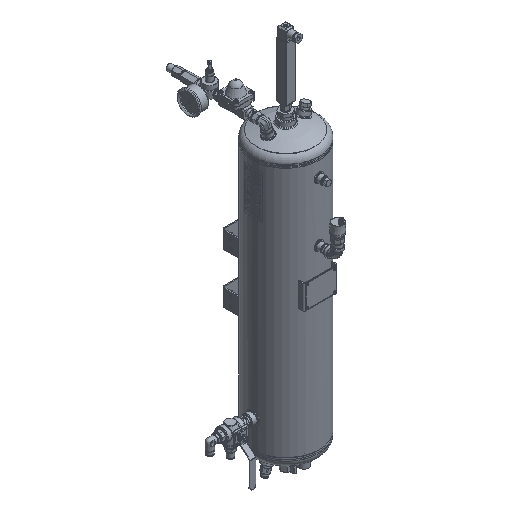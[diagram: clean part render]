
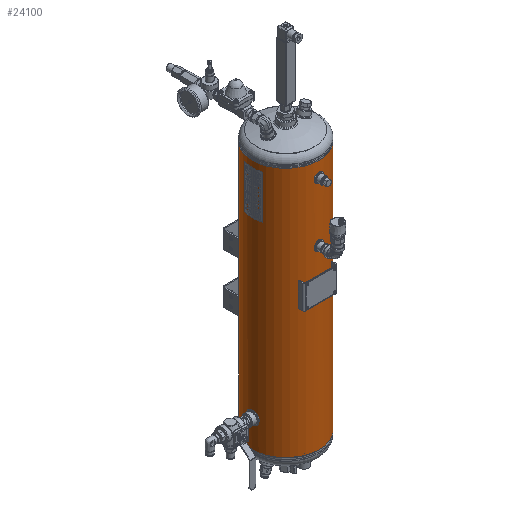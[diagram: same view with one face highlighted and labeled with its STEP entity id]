
A CAD part, isometric view. The second image highlights one B-rep face of the part: STEP entity #24100.
In plain terms, the highlighted cylindrical face has radius 100 mm (diameter 200 mm), a partial arc.
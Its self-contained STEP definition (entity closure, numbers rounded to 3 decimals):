
#1675=B_SPLINE_CURVE_WITH_KNOTS('',3,(#43021,#43022,#43023,#43024,#43025,
#43026,#43027,#43028,#43029,#43030,#43031,#43032,#43033,#43034,#43035,#43036,
#43037,#43038,#43039),.UNSPECIFIED.,.T.,.F.,(1,1,1,1,1,1,1,1,1,1,1,1,1,
1,1,1,1,1,1,1,1,1,1),(-0.012,-0.008,-0.004,
0.,0.004,0.008,0.012,
0.016,0.02,0.023,0.027,
0.031,0.035,0.039,0.043,
0.047,0.051,0.055,0.059,
0.063,0.066,0.07,0.074),
 .UNSPECIFIED.);
#1676=B_SPLINE_CURVE_WITH_KNOTS('',3,(#43041,#43042,#43043,#43044,#43045,
#43046,#43047,#43048,#43049,#43050,#43051,#43052,#43053,#43054,#43055,#43056,
#43057,#43058,#43059),.UNSPECIFIED.,.T.,.F.,(1,1,1,1,1,1,1,1,1,1,1,1,1,
1,1,1,1,1,1,1,1,1,1),(-0.012,-0.008,-0.004,
0.,0.004,0.008,0.012,0.016,
0.02,0.023,0.027,0.031,
0.035,0.039,0.043,0.047,
0.051,0.055,0.059,0.063,
0.066,0.07,0.074),.UNSPECIFIED.);
#1677=B_SPLINE_CURVE_WITH_KNOTS('',3,(#43061,#43062,#43063,#43064,#43065,
#43066,#43067,#43068,#43069,#43070,#43071,#43072,#43073,#43074,#43075,#43076,
#43077,#43078,#43079),.UNSPECIFIED.,.T.,.F.,(1,1,1,1,1,1,1,1,1,1,1,1,1,
1,1,1,1,1,1,1,1,1,1),(-0.018,-0.012,-0.006,
0.,0.006,0.012,0.018,
0.023,0.029,0.035,0.041,
0.047,0.053,0.059,0.065,
0.07,0.076,0.082,0.088,
0.094,0.1,0.106,0.112),
 .UNSPECIFIED.);
#2776=LINE('',#43081,#3942);
#2777=LINE('',#43086,#3943);
#3942=VECTOR('',#36324,1000.);
#3943=VECTOR('',#36327,1000.);
#5113=ORIENTED_EDGE('',*,*,#11953,.T.);
#5114=ORIENTED_EDGE('',*,*,#11954,.T.);
#5115=ORIENTED_EDGE('',*,*,#11955,.T.);
#5116=ORIENTED_EDGE('',*,*,#11956,.T.);
#5117=ORIENTED_EDGE('',*,*,#11957,.T.);
#5118=ORIENTED_EDGE('',*,*,#11958,.F.);
#5119=ORIENTED_EDGE('',*,*,#11959,.F.);
#11953=EDGE_CURVE('',#15373,#15373,#1675,.T.);
#11954=EDGE_CURVE('',#15374,#15374,#1676,.T.);
#11955=EDGE_CURVE('',#15375,#15375,#1677,.T.);
#11956=EDGE_CURVE('',#15376,#15377,#2776,.T.);
#11957=EDGE_CURVE('',#15377,#15378,#17776,.T.);
#11958=EDGE_CURVE('',#15379,#15378,#2777,.T.);
#11959=EDGE_CURVE('',#15376,#15379,#17777,.T.);
#15373=VERTEX_POINT('',#43040);
#15374=VERTEX_POINT('',#43060);
#15375=VERTEX_POINT('',#43080);
#15376=VERTEX_POINT('',#43082);
#15377=VERTEX_POINT('',#43083);
#15378=VERTEX_POINT('',#43085);
#15379=VERTEX_POINT('',#43087);
#17776=CIRCLE('',#33581,100.);
#17777=CIRCLE('',#33582,100.);
#18899=EDGE_LOOP('',(#5113));
#18900=EDGE_LOOP('',(#5114));
#18901=EDGE_LOOP('',(#5115));
#18902=EDGE_LOOP('',(#5116,#5117,#5118,#5119));
#21288=FACE_BOUND('',#18899,.T.);
#21289=FACE_BOUND('',#18900,.T.);
#21290=FACE_BOUND('',#18901,.T.);
#21291=FACE_BOUND('',#18902,.T.);
#23681=CYLINDRICAL_SURFACE('',#33580,100.);
#24100=ADVANCED_FACE('',(#21288,#21289,#21290,#21291),#23681,.T.);
#33580=AXIS2_PLACEMENT_3D('',#43020,#36322,#36323);
#33581=AXIS2_PLACEMENT_3D('',#43084,#36325,#36326);
#33582=AXIS2_PLACEMENT_3D('',#43088,#36328,#36329);
#36322=DIRECTION('',(0.,-1.,0.));
#36323=DIRECTION('',(0.,0.,-1.));
#36324=DIRECTION('',(0.,-1.,0.));
#36325=DIRECTION('',(0.,1.,0.));
#36326=DIRECTION('',(1.,0.,0.));
#36327=DIRECTION('',(0.,-1.,0.));
#36328=DIRECTION('',(0.,1.,0.));
#36329=DIRECTION('',(1.,0.,0.));
#43020=CARTESIAN_POINT('',(0.,750.,0.));
#43021=CARTESIAN_POINT('',(-9.473,48.444,-99.554));
#43022=CARTESIAN_POINT('',(-10.262,44.497,-99.471));
#43023=CARTESIAN_POINT('',(-9.477,40.569,-99.553));
#43024=CARTESIAN_POINT('',(-7.254,37.244,-99.75));
#43025=CARTESIAN_POINT('',(-3.93,35.023,-99.946));
#43026=CARTESIAN_POINT('',(-0.006,34.24,-100.027));
#43027=CARTESIAN_POINT('',(3.922,35.019,-99.946));
#43028=CARTESIAN_POINT('',(7.252,37.242,-99.75));
#43029=CARTESIAN_POINT('',(9.478,40.57,-99.553));
#43030=CARTESIAN_POINT('',(10.26,44.496,-99.472));
#43031=CARTESIAN_POINT('',(9.481,48.422,-99.553));
#43032=CARTESIAN_POINT('',(7.262,51.747,-99.749));
#43033=CARTESIAN_POINT('',(3.94,53.974,-99.945));
#43034=CARTESIAN_POINT('',(0.01,54.761,-100.027));
#43035=CARTESIAN_POINT('',(-3.923,53.981,-99.946));
#43036=CARTESIAN_POINT('',(-7.249,51.759,-99.75));
#43037=CARTESIAN_POINT('',(-9.473,48.444,-99.554));
#43038=CARTESIAN_POINT('',(-10.262,44.497,-99.471));
#43039=CARTESIAN_POINT('',(-9.477,40.569,-99.553));
#43040=CARTESIAN_POINT('',(-10.,44.5,-99.499));
#43041=CARTESIAN_POINT('',(-9.473,224.444,-99.554));
#43042=CARTESIAN_POINT('',(-10.262,220.497,-99.471));
#43043=CARTESIAN_POINT('',(-9.477,216.569,-99.553));
#43044=CARTESIAN_POINT('',(-7.254,213.244,-99.75));
#43045=CARTESIAN_POINT('',(-3.93,211.023,-99.946));
#43046=CARTESIAN_POINT('',(-0.006,210.24,-100.027));
#43047=CARTESIAN_POINT('',(3.922,211.019,-99.946));
#43048=CARTESIAN_POINT('',(7.252,213.242,-99.75));
#43049=CARTESIAN_POINT('',(9.478,216.57,-99.553));
#43050=CARTESIAN_POINT('',(10.26,220.496,-99.472));
#43051=CARTESIAN_POINT('',(9.481,224.422,-99.553));
#43052=CARTESIAN_POINT('',(7.262,227.747,-99.749));
#43053=CARTESIAN_POINT('',(3.94,229.974,-99.945));
#43054=CARTESIAN_POINT('',(0.01,230.761,-100.027));
#43055=CARTESIAN_POINT('',(-3.923,229.981,-99.946));
#43056=CARTESIAN_POINT('',(-7.249,227.759,-99.75));
#43057=CARTESIAN_POINT('',(-9.473,224.444,-99.554));
#43058=CARTESIAN_POINT('',(-10.262,220.497,-99.471));
#43059=CARTESIAN_POINT('',(-9.477,216.569,-99.553));
#43060=CARTESIAN_POINT('',(-10.,220.5,-99.499));
#43061=CARTESIAN_POINT('',(-98.994,672.42,14.208));
#43062=CARTESIAN_POINT('',(-98.806,666.495,15.395));
#43063=CARTESIAN_POINT('',(-98.993,660.6,14.214));
#43064=CARTESIAN_POINT('',(-99.436,655.617,10.88));
#43065=CARTESIAN_POINT('',(-99.878,652.286,5.9));
#43066=CARTESIAN_POINT('',(-100.061,651.109,0.009));
#43067=CARTESIAN_POINT('',(-99.879,652.279,-5.887));
#43068=CARTESIAN_POINT('',(-99.437,655.615,-10.879));
#43069=CARTESIAN_POINT('',(-98.992,660.601,-14.215));
#43070=CARTESIAN_POINT('',(-98.807,666.494,-15.391));
#43071=CARTESIAN_POINT('',(-98.992,672.387,-14.219));
#43072=CARTESIAN_POINT('',(-99.435,677.371,-10.892));
#43073=CARTESIAN_POINT('',(-99.877,680.709,-5.914));
#43074=CARTESIAN_POINT('',(-100.061,681.893,-0.013));
#43075=CARTESIAN_POINT('',(-99.878,680.72,5.889));
#43076=CARTESIAN_POINT('',(-99.437,677.387,10.874));
#43077=CARTESIAN_POINT('',(-98.994,672.42,14.208));
#43078=CARTESIAN_POINT('',(-98.806,666.495,15.395));
#43079=CARTESIAN_POINT('',(-98.993,660.6,14.214));
#43080=CARTESIAN_POINT('',(-98.869,666.5,15.));
#43081=CARTESIAN_POINT('',(0.254,801.561,100.));
#43082=CARTESIAN_POINT('',(0.254,750.,100.));
#43083=CARTESIAN_POINT('',(0.254,0.,100.));
#43084=CARTESIAN_POINT('',(0.,0.,0.));
#43085=CARTESIAN_POINT('',(-0.254,0.,100.));
#43086=CARTESIAN_POINT('',(-0.254,801.561,100.));
#43087=CARTESIAN_POINT('',(-0.254,750.,100.));
#43088=CARTESIAN_POINT('',(0.,750.,0.));
